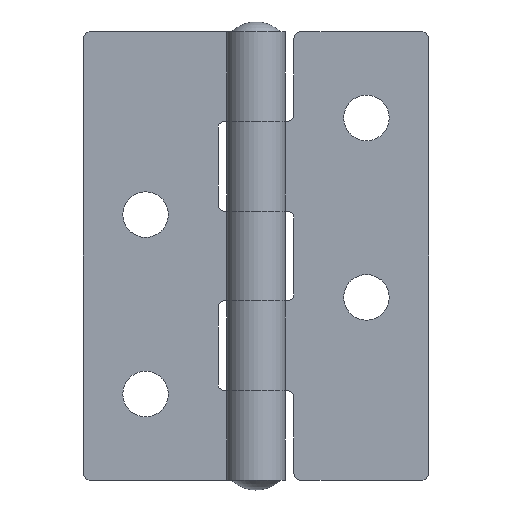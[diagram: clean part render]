
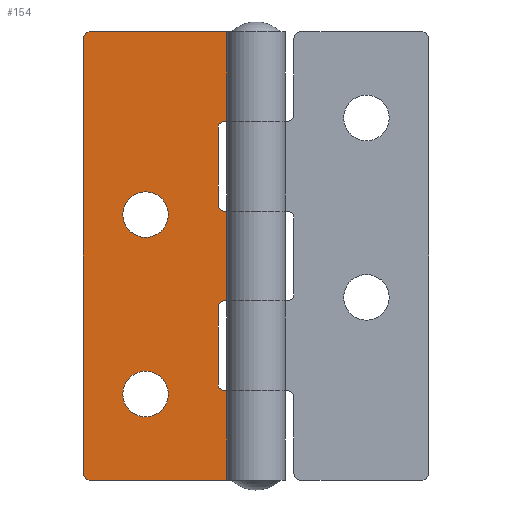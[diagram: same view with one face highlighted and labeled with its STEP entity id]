
A CAD part, front view. The second image highlights one B-rep face of the part: STEP entity #154.
In plain terms, the highlighted planar face has unit normal (0, -1, 0).
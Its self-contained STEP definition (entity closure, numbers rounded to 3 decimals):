
#154=ADVANCED_FACE('',(#268,#269,#270),#267,.T.);
#267=PLANE('',#935);
#268=FACE_OUTER_BOUND('',#936,.T.);
#269=FACE_BOUND('',#937,.T.);
#270=FACE_BOUND('',#938,.T.);
#932=CARTESIAN_POINT('',(-27.5,-2.,71.5));
#933=DIRECTION('',(0.,-1.,0.));
#934=DIRECTION('',(0.,0.,-1.));
#935=AXIS2_PLACEMENT_3D('',#932,#933,#934);
#936=EDGE_LOOP('',(#1279,#1280,#1281,#1282,#1283,#1284,#1285,#1286,#1287,#1288,#1289,#1290,#1291,#1292,#1293,#1294,#1295,#1296));
#937=EDGE_LOOP('',(#1297,#1298));
#938=EDGE_LOOP('',(#1299,#1300));
#1279=ORIENTED_EDGE('',*,*,#1649,.T.);
#1280=ORIENTED_EDGE('',*,*,#1650,.T.);
#1281=ORIENTED_EDGE('',*,*,#1651,.F.);
#1282=ORIENTED_EDGE('',*,*,#1644,.F.);
#1283=ORIENTED_EDGE('',*,*,#1652,.F.);
#1284=ORIENTED_EDGE('',*,*,#1653,.T.);
#1285=ORIENTED_EDGE('',*,*,#1654,.F.);
#1286=ORIENTED_EDGE('',*,*,#1655,.T.);
#1287=ORIENTED_EDGE('',*,*,#1656,.F.);
#1288=ORIENTED_EDGE('',*,*,#1629,.F.);
#1289=ORIENTED_EDGE('',*,*,#1657,.F.);
#1290=ORIENTED_EDGE('',*,*,#1658,.T.);
#1291=ORIENTED_EDGE('',*,*,#1659,.F.);
#1292=ORIENTED_EDGE('',*,*,#1660,.T.);
#1293=ORIENTED_EDGE('',*,*,#1661,.F.);
#1294=ORIENTED_EDGE('',*,*,#1646,.F.);
#1295=ORIENTED_EDGE('',*,*,#1635,.T.);
#1296=ORIENTED_EDGE('',*,*,#1662,.T.);
#1297=ORIENTED_EDGE('',*,*,#1663,.T.);
#1298=ORIENTED_EDGE('',*,*,#1664,.T.);
#1299=ORIENTED_EDGE('',*,*,#1665,.T.);
#1300=ORIENTED_EDGE('',*,*,#1666,.T.);
#1629=EDGE_CURVE('',#1815,#1816,#1817,.T.);
#1635=EDGE_CURVE('',#1858,#1851,#1859,.T.);
#1644=EDGE_CURVE('',#1913,#1920,#1921,.T.);
#1646=EDGE_CURVE('',#1858,#1933,#1934,.T.);
#1649=EDGE_CURVE('',#1953,#1954,#1955,.T.);
#1650=EDGE_CURVE('',#1954,#1961,#1962,.T.);
#1651=EDGE_CURVE('',#1920,#1961,#1968,.T.);
#1652=EDGE_CURVE('',#1974,#1913,#1975,.T.);
#1653=EDGE_CURVE('',#1974,#1981,#1982,.T.);
#1654=EDGE_CURVE('',#1988,#1981,#1989,.T.);
#1655=EDGE_CURVE('',#1988,#1995,#1996,.T.);
#1656=EDGE_CURVE('',#1816,#1995,#2002,.T.);
#1657=EDGE_CURVE('',#2008,#1815,#2009,.T.);
#1658=EDGE_CURVE('',#2008,#2015,#2016,.T.);
#1659=EDGE_CURVE('',#2022,#2015,#2023,.T.);
#1660=EDGE_CURVE('',#2022,#2029,#2030,.T.);
#1661=EDGE_CURVE('',#1933,#2029,#2036,.T.);
#1662=EDGE_CURVE('',#1851,#1953,#2042,.T.);
#1663=EDGE_CURVE('',#2048,#2049,#2050,.T.);
#1664=EDGE_CURVE('',#2049,#2048,#2056,.T.);
#1665=EDGE_CURVE('',#2062,#2063,#2064,.T.);
#1666=EDGE_CURVE('',#2063,#2062,#2070,.T.);
#1815=VERTEX_POINT('',#3057);
#1816=VERTEX_POINT('',#3058);
#1817=LINE('',#3059,#3060);
#1851=VERTEX_POINT('',#3080);
#1858=VERTEX_POINT('',#3084);
#1859=LINE('',#3085,#3086);
#1913=VERTEX_POINT('',#3117);
#1920=VERTEX_POINT('',#3122);
#1921=LINE('',#3123,#3124);
#1933=VERTEX_POINT('',#3130);
#1934=LINE('',#3131,#3132);
#1953=VERTEX_POINT('',#3142);
#1954=VERTEX_POINT('',#3143);
#1955=LINE('',#3144,#3145);
#1961=VERTEX_POINT('',#3147);
#1962=CIRCLE('',#3151,1.);
#1968=LINE('',#3152,#3153);
#1974=VERTEX_POINT('',#3155);
#1975=LINE('',#3156,#3157);
#1981=VERTEX_POINT('',#3159);
#1982=CIRCLE('',#3163,1.);
#1988=VERTEX_POINT('',#3164);
#1989=LINE('',#3165,#3166);
#1995=VERTEX_POINT('',#3168);
#1996=CIRCLE('',#3172,1.);
#2002=LINE('',#3173,#3174);
#2008=VERTEX_POINT('',#3176);
#2009=LINE('',#3177,#3178);
#2015=VERTEX_POINT('',#3180);
#2016=CIRCLE('',#3184,1.);
#2022=VERTEX_POINT('',#3185);
#2023=LINE('',#3186,#3187);
#2029=VERTEX_POINT('',#3189);
#2030=CIRCLE('',#3193,1.);
#2036=LINE('',#3194,#3195);
#2042=CIRCLE('',#3200,1.);
#2048=VERTEX_POINT('',#3201);
#2049=VERTEX_POINT('',#3202);
#2050=CIRCLE('',#3206,3.3);
#2056=CIRCLE('',#3210,3.3);
#2062=VERTEX_POINT('',#3211);
#2063=VERTEX_POINT('',#3212);
#2064=CIRCLE('',#3216,3.3);
#2070=CIRCLE('',#3220,3.3);
#3057=CARTESIAN_POINT('',(0.,-2.,39.));
#3058=CARTESIAN_POINT('',(0.,-2.,26.));
#3059=CARTESIAN_POINT('',(0.,-2.,39.));
#3060=VECTOR('',#3061,13.);
#3061=DIRECTION('',(0.,0.,-1.));
#3080=CARTESIAN_POINT('',(-24.,-2.,65.));
#3084=CARTESIAN_POINT('',(0.,-2.,65.));
#3085=CARTESIAN_POINT('',(0.,-2.,65.));
#3086=VECTOR('',#3087,24.);
#3087=DIRECTION('',(-1.,0.,0.));
#3117=CARTESIAN_POINT('',(0.,-2.,13.));
#3122=CARTESIAN_POINT('',(0.,-2.,0.));
#3123=CARTESIAN_POINT('',(0.,-2.,13.));
#3124=VECTOR('',#3125,13.);
#3125=DIRECTION('',(0.,0.,-1.));
#3130=CARTESIAN_POINT('',(0.,-2.,52.));
#3131=CARTESIAN_POINT('',(0.,-2.,65.));
#3132=VECTOR('',#3133,13.);
#3133=DIRECTION('',(0.,0.,-1.));
#3142=CARTESIAN_POINT('',(-25.,-2.,64.));
#3143=CARTESIAN_POINT('',(-25.,-2.,1.));
#3144=CARTESIAN_POINT('',(-25.,-2.,64.));
#3145=VECTOR('',#3146,63.);
#3146=DIRECTION('',(0.,0.,-1.));
#3147=CARTESIAN_POINT('',(-24.,-2.,0.));
#3148=CARTESIAN_POINT('',(-24.,-2.,1.));
#3149=DIRECTION('',(0.,-1.,0.));
#3150=DIRECTION('',(0.,0.,1.));
#3151=AXIS2_PLACEMENT_3D('',#3148,#3149,#3150);
#3152=CARTESIAN_POINT('',(0.,-2.,0.));
#3153=VECTOR('',#3154,24.);
#3154=DIRECTION('',(-1.,0.,0.));
#3155=CARTESIAN_POINT('',(-4.5,-2.,13.));
#3156=CARTESIAN_POINT('',(-4.5,-2.,13.));
#3157=VECTOR('',#3158,4.5);
#3158=DIRECTION('',(1.,0.,0.));
#3159=CARTESIAN_POINT('',(-5.5,-2.,14.));
#3160=CARTESIAN_POINT('',(-4.5,-2.,14.));
#3161=DIRECTION('',(0.,1.,0.));
#3162=DIRECTION('',(0.,0.,1.));
#3163=AXIS2_PLACEMENT_3D('',#3160,#3161,#3162);
#3164=CARTESIAN_POINT('',(-5.5,-2.,25.));
#3165=CARTESIAN_POINT('',(-5.5,-2.,25.));
#3166=VECTOR('',#3167,11.);
#3167=DIRECTION('',(0.,0.,-1.));
#3168=CARTESIAN_POINT('',(-4.5,-2.,26.));
#3169=CARTESIAN_POINT('',(-4.5,-2.,25.));
#3170=DIRECTION('',(0.,1.,0.));
#3171=DIRECTION('',(0.,0.,1.));
#3172=AXIS2_PLACEMENT_3D('',#3169,#3170,#3171);
#3173=CARTESIAN_POINT('',(0.,-2.,26.));
#3174=VECTOR('',#3175,4.5);
#3175=DIRECTION('',(-1.,0.,0.));
#3176=CARTESIAN_POINT('',(-4.5,-2.,39.));
#3177=CARTESIAN_POINT('',(-4.5,-2.,39.));
#3178=VECTOR('',#3179,4.5);
#3179=DIRECTION('',(1.,0.,0.));
#3180=CARTESIAN_POINT('',(-5.5,-2.,40.));
#3181=CARTESIAN_POINT('',(-4.5,-2.,40.));
#3182=DIRECTION('',(0.,1.,0.));
#3183=DIRECTION('',(0.,0.,1.));
#3184=AXIS2_PLACEMENT_3D('',#3181,#3182,#3183);
#3185=CARTESIAN_POINT('',(-5.5,-2.,51.));
#3186=CARTESIAN_POINT('',(-5.5,-2.,51.));
#3187=VECTOR('',#3188,11.);
#3188=DIRECTION('',(0.,0.,-1.));
#3189=CARTESIAN_POINT('',(-4.5,-2.,52.));
#3190=CARTESIAN_POINT('',(-4.5,-2.,51.));
#3191=DIRECTION('',(0.,1.,0.));
#3192=DIRECTION('',(0.,0.,1.));
#3193=AXIS2_PLACEMENT_3D('',#3190,#3191,#3192);
#3194=CARTESIAN_POINT('',(0.,-2.,52.));
#3195=VECTOR('',#3196,4.5);
#3196=DIRECTION('',(-1.,0.,0.));
#3197=CARTESIAN_POINT('',(-24.,-2.,64.));
#3198=DIRECTION('',(0.,-1.,0.));
#3199=DIRECTION('',(0.,0.,1.));
#3200=AXIS2_PLACEMENT_3D('',#3197,#3198,#3199);
#3201=CARTESIAN_POINT('',(-16.,-2.,9.2));
#3202=CARTESIAN_POINT('',(-16.,-2.,15.8));
#3203=CARTESIAN_POINT('',(-16.,-2.,12.5));
#3204=DIRECTION('',(0.,1.,0.));
#3205=DIRECTION('',(0.,0.,-1.));
#3206=AXIS2_PLACEMENT_3D('',#3203,#3204,#3205);
#3207=CARTESIAN_POINT('',(-16.,-2.,12.5));
#3208=DIRECTION('',(0.,1.,0.));
#3209=DIRECTION('',(0.,0.,-1.));
#3210=AXIS2_PLACEMENT_3D('',#3207,#3208,#3209);
#3211=CARTESIAN_POINT('',(-16.,-2.,35.2));
#3212=CARTESIAN_POINT('',(-16.,-2.,41.8));
#3213=CARTESIAN_POINT('',(-16.,-2.,38.5));
#3214=DIRECTION('',(0.,1.,0.));
#3215=DIRECTION('',(0.,0.,-1.));
#3216=AXIS2_PLACEMENT_3D('',#3213,#3214,#3215);
#3217=CARTESIAN_POINT('',(-16.,-2.,38.5));
#3218=DIRECTION('',(0.,1.,0.));
#3219=DIRECTION('',(0.,0.,-1.));
#3220=AXIS2_PLACEMENT_3D('',#3217,#3218,#3219);
